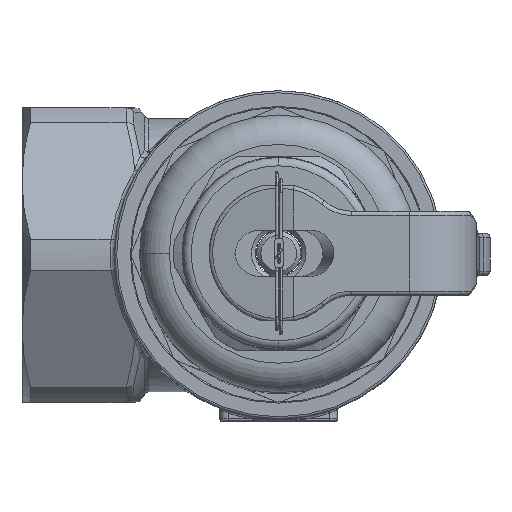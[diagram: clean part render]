
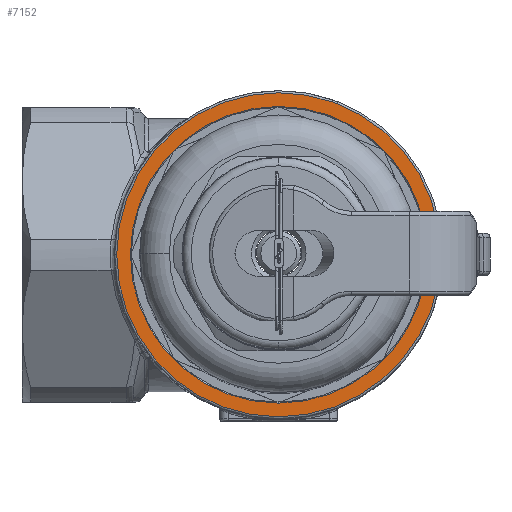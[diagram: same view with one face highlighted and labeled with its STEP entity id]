
A CAD part, top view. The second image highlights one B-rep face of the part: STEP entity #7152.
In plain terms, the highlighted planar face has unit normal (0, 0, 1).
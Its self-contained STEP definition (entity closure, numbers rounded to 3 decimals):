
#1690=CARTESIAN_POINT('',(0.,35.25,50.5));
#1691=VERTEX_POINT('',#1690);
#1698=CARTESIAN_POINT('',(-0.,-35.25,50.5));
#1699=VERTEX_POINT('',#1698);
#1700=CARTESIAN_POINT('',(-0.,0.,50.5));
#1701=DIRECTION('',(0.,-0.,-1.));
#1702=DIRECTION('',(-0.,-1.,0.));
#1703=AXIS2_PLACEMENT_3D('',#1700,#1701,#1702);
#1704=CIRCLE('',#1703,35.25);
#1705=EDGE_CURVE('NONE',#1699,#1691,#1704,.T.);
#7117=CARTESIAN_POINT('',(-0.,0.,50.5));
#7118=DIRECTION('',(0.,0.,1.));
#7119=DIRECTION('',(1.,-0.,-0.));
#7120=AXIS2_PLACEMENT_3D('',#7117,#7118,#7119);
#7121=PLANE('',#7120);
#7122=ORIENTED_EDGE('',*,*,#1705,.T.);
#7123=CARTESIAN_POINT('',(-0.,0.,50.5));
#7124=DIRECTION('',(0.,-0.,-1.));
#7125=DIRECTION('',(-0.,-1.,0.));
#7126=AXIS2_PLACEMENT_3D('',#7123,#7124,#7125);
#7127=CIRCLE('',#7126,35.25);
#7128=EDGE_CURVE('NONE',#1691,#1699,#7127,.T.);
#7129=ORIENTED_EDGE('',*,*,#7128,.T.);
#7130=EDGE_LOOP('',(#7122,#7129));
#7131=FACE_BOUND('',#7130,.T.);
#7132=CARTESIAN_POINT('',(-38.5,0.,50.5));
#7133=VERTEX_POINT('',#7132);
#7134=CARTESIAN_POINT('',(38.5,0.,50.5));
#7135=VERTEX_POINT('',#7134);
#7136=CARTESIAN_POINT('',(-0.,0.,50.5));
#7137=DIRECTION('',(-0.,0.,1.));
#7138=DIRECTION('',(1.,0.,0.));
#7139=AXIS2_PLACEMENT_3D('',#7136,#7137,#7138);
#7140=CIRCLE('',#7139,38.5);
#7141=EDGE_CURVE('NONE',#7133,#7135,#7140,.T.);
#7142=ORIENTED_EDGE('',*,*,#7141,.T.);
#7143=CARTESIAN_POINT('',(-0.,0.,50.5));
#7144=DIRECTION('',(-0.,0.,1.));
#7145=DIRECTION('',(1.,0.,0.));
#7146=AXIS2_PLACEMENT_3D('',#7143,#7144,#7145);
#7147=CIRCLE('',#7146,38.5);
#7148=EDGE_CURVE('NONE',#7135,#7133,#7147,.T.);
#7149=ORIENTED_EDGE('',*,*,#7148,.T.);
#7150=EDGE_LOOP('',(#7142,#7149));
#7151=FACE_BOUND('',#7150,.T.);
#7152=ADVANCED_FACE('NONE',(#7131,#7151),#7121,.T.);
